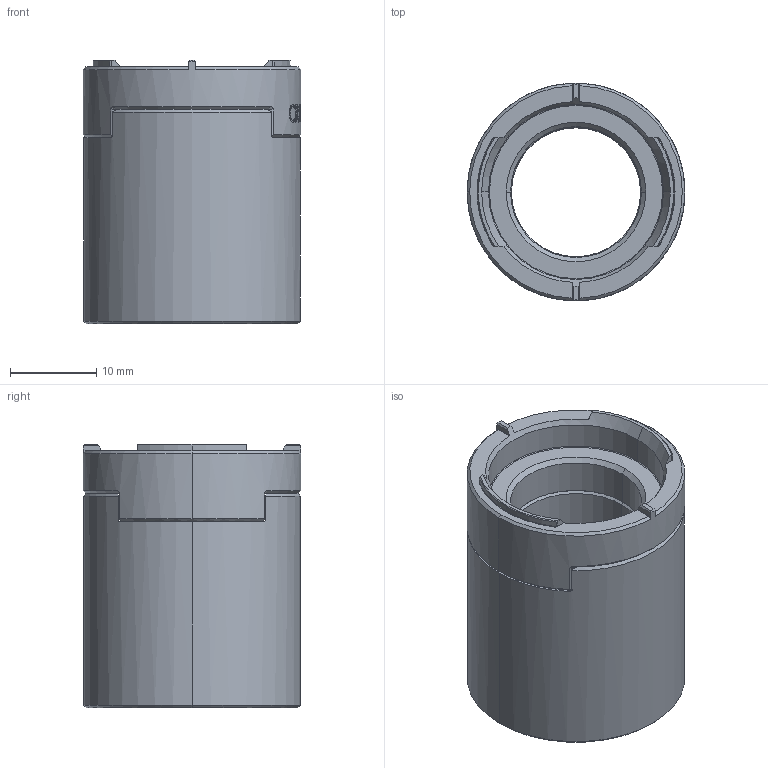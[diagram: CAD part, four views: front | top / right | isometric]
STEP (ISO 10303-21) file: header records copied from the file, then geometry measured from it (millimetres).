
FILE_DESCRIPTION (( 'STEP AP203' ), '1' );
FILE_NAME ('CRW-1CS.STEP', '2025-09-03T09:07:03', ( '' ), ( '' ), 'SwSTEP 2.0', 'SolidWorks 2020', '' );
FILE_SCHEMA (( 'CONFIG_CONTROL_DESIGN' ));
Length unit declared in the file: millimetre
Products named in the file (1): CRW-1CS
Bounding box: 25.3 x 25.3 x 30.65 mm (x, y, z)
Volume: 8800.5 mm3; surface area: 5644.1 mm2
Topology: 2 solids, 2 shells, 483 faces, 1257 edges, 799 vertices
Faces by surface type: bspline 254, plane 77, cylinder 72, cone 51, torus 29
Entity records: 23822 total; most frequent: CARTESIAN_POINT 14306, ORIENTED_EDGE 2514, EDGE_CURVE 1257, DIRECTION 1028, B_SPLINE_CURVE_WITH_KNOTS 891, VERTEX_POINT 799, EDGE_LOOP 508, ADVANCED_FACE 483
